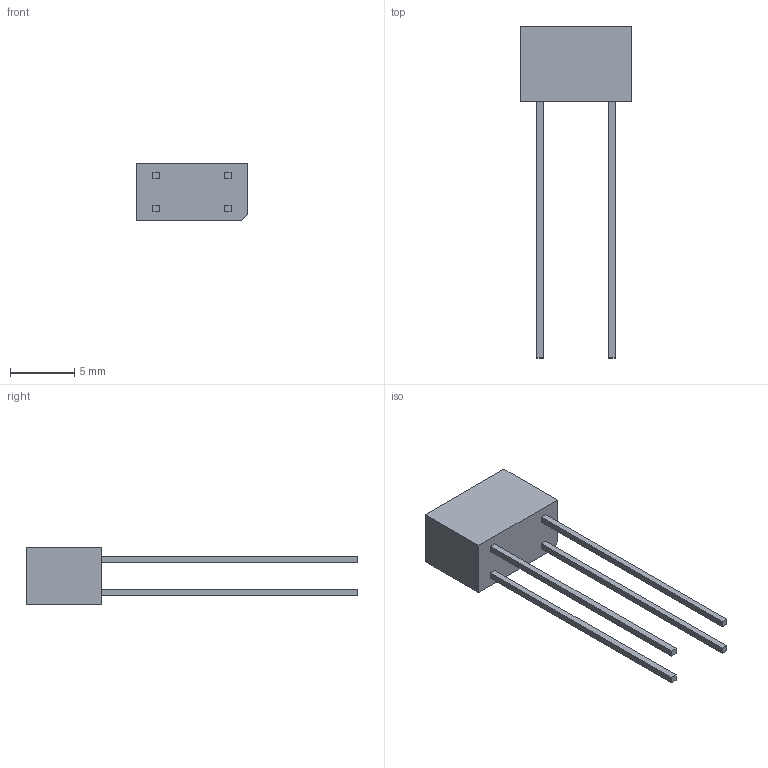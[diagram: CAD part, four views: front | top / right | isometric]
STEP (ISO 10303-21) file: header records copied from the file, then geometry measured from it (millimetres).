
FILE_DESCRIPTION((''),'2;1');
FILE_NAME('ITR9909LONG','2011-01-05T',('Michael'),('EPFL'),'PRO/ENGINEER BY PARAMETRIC TECHNOLOGY CORPORATION, 2008490','PRO/ENGINEER BY PARAMETRIC TECHNOLOGY CORPORATION, 2008490','');
FILE_SCHEMA(('AUTOMOTIVE_DESIGN_CC06 { 1 0 10303 214 -2 1 8 1 }'));
Length unit declared in the file: millimetre
Products named in the file (1): ITR9909LONG
Bounding box: 8.7 x 25.9 x 4.5 mm (x, y, z)
Volume: 176.6 mm3; surface area: 602 mm2
Topology: 1 solids, 1 shells, 45 faces, 107 edges, 68 vertices
Faces by surface type: plane 37, cylinder 4, sphere 4
Entity records: 1876 total; most frequent: CARTESIAN_POINT 217, DIRECTION 207, ORIENTED_EDGE 206, PRESENTATION_STYLE_ASSIGNMENT 128, STYLED_ITEM 104, CURVE_STYLE 103, EDGE_CURVE 103, VECTOR 91
